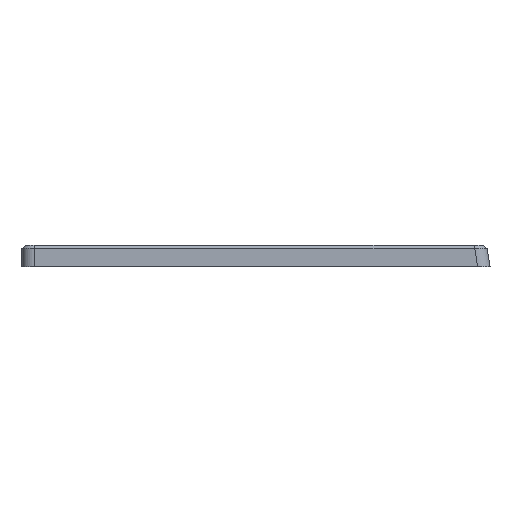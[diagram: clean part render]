
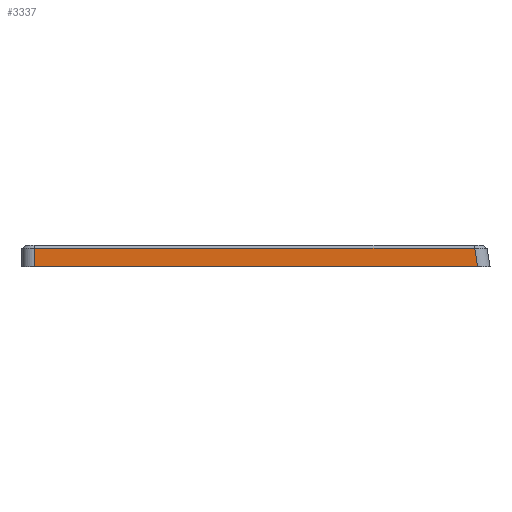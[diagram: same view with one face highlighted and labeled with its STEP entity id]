
A CAD part, left-side view. The second image highlights one B-rep face of the part: STEP entity #3337.
In plain terms, the highlighted planar face has unit normal (-1, 0, 0).
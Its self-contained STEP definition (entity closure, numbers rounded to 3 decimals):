
#26=B_SPLINE_CURVE_WITH_KNOTS('',3,(#5723,#5724,#5725,#5726),
 .UNSPECIFIED.,.F.,.F.,(4,4),(-1.571,-1.532),
 .UNSPECIFIED.);
#176=PLANE('',#3694);
#350=FACE_OUTER_BOUND('',#573,.T.);
#573=EDGE_LOOP('',(#2941,#2942,#2943,#2944,#2945));
#626=LINE('',#4777,#949);
#903=LINE('',#5686,#1226);
#904=LINE('',#5728,#1227);
#905=LINE('',#5729,#1228);
#949=VECTOR('',#3765,10.);
#1226=VECTOR('',#4614,10.);
#1227=VECTOR('',#4617,10.);
#1228=VECTOR('',#4618,10.);
#1417=VERTEX_POINT('',#4763);
#1423=VERTEX_POINT('',#4775);
#1692=VERTEX_POINT('',#5625);
#1700=VERTEX_POINT('',#5680);
#1701=VERTEX_POINT('',#5684);
#1712=EDGE_CURVE('',#1423,#1417,#626,.T.);
#2137=EDGE_CURVE('',#1700,#1701,#903,.T.);
#2139=EDGE_CURVE('',#1701,#1692,#26,.T.);
#2140=EDGE_CURVE('',#1417,#1700,#904,.T.);
#2141=EDGE_CURVE('',#1692,#1423,#905,.T.);
#2941=ORIENTED_EDGE('',*,*,#2139,.F.);
#2942=ORIENTED_EDGE('',*,*,#2137,.F.);
#2943=ORIENTED_EDGE('',*,*,#2140,.F.);
#2944=ORIENTED_EDGE('',*,*,#1712,.F.);
#2945=ORIENTED_EDGE('',*,*,#2141,.F.);
#3337=ADVANCED_FACE('',(#350),#176,.T.);
#3694=AXIS2_PLACEMENT_3D('',#5727,#4615,#4616);
#3765=DIRECTION('',(0.,1.,0.));
#4614=DIRECTION('',(0.,-1.,0.));
#4615=DIRECTION('center_axis',(-1.,0.,0.));
#4616=DIRECTION('ref_axis',(0.,-1.,0.));
#4617=DIRECTION('',(0.,0.,1.));
#4618=DIRECTION('',(0.,-0.156,-0.988));
#4763=CARTESIAN_POINT('',(-9.999,5.999,11.5));
#4775=CARTESIAN_POINT('',(-9.999,-139.029,11.5));
#4777=CARTESIAN_POINT('',(-9.999,-27.993,11.5));
#5625=CARTESIAN_POINT('',(-9.999,-138.079,17.5));
#5680=CARTESIAN_POINT('',(-9.999,5.999,17.5));
#5684=CARTESIAN_POINT('',(-9.999,-137.92,17.5));
#5686=CARTESIAN_POINT('',(-9.999,-27.993,17.5));
#5723=CARTESIAN_POINT('Ctrl Pts',(-9.999,-137.92,17.5));
#5724=CARTESIAN_POINT('Ctrl Pts',(-9.999,-137.973,17.5));
#5725=CARTESIAN_POINT('Ctrl Pts',(-9.999,-138.026,17.5));
#5726=CARTESIAN_POINT('Ctrl Pts',(-9.999,-138.079,17.5));
#5727=CARTESIAN_POINT('Origin',(-9.999,9.999,11.5));
#5728=CARTESIAN_POINT('',(-9.999,5.999,11.5));
#5729=CARTESIAN_POINT('',(-9.999,-137.248,22.743));
